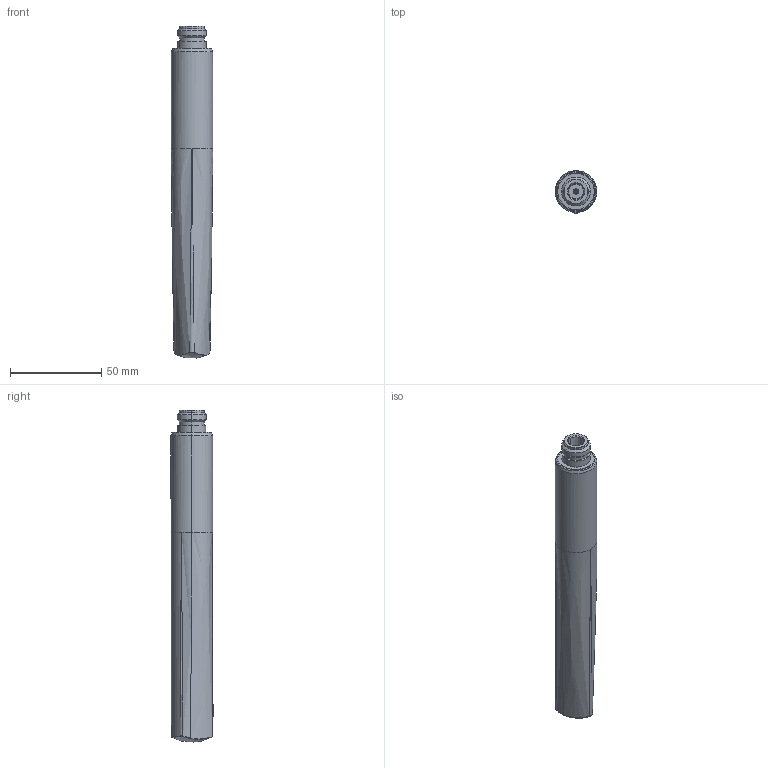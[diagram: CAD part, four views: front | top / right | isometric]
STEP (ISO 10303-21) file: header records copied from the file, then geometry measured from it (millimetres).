
FILE_DESCRIPTION (( 'STEP AP214' ), '1' );
FILE_NAME ('FM51OM1029_3D.step', '2022-12-30T19:26:31', ( '' ), ( '' ), 'SwSTEP 2.0', 'SolidWorks 2022', '' );
FILE_SCHEMA (( 'AUTOMOTIVE_DESIGN' ));
Length unit declared in the file: inch
Products named in the file (1): FM51OM1029_3D
Bounding box: 22.8 x 23.05 x 182.01 mm (x, y, z)
Surface area: 13319.8 mm2 (no closed solid volume)
Topology: 0 solids, 1 shells, 64 faces, 150 edges, 91 vertices
Faces by surface type: bspline 19, cylinder 17, cone 17, plane 11
Entity records: 4780 total; most frequent: CARTESIAN_POINT 2586, ORIENTED_EDGE 296, DIRECTION 248, EDGE_CURVE 148, AXIS2_PLACEMENT_3D 101, VERTEX_POINT 91, EDGE_LOOP 69, UNCERTAINTY_MEASURE_WITH_UNIT 66
